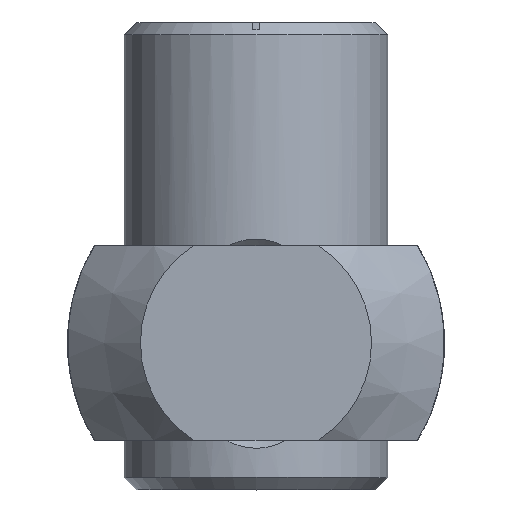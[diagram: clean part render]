
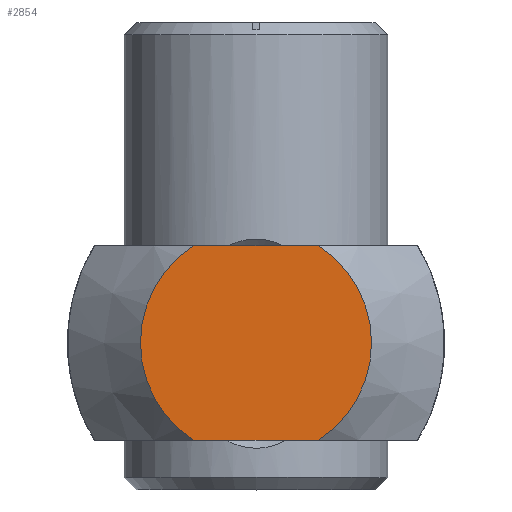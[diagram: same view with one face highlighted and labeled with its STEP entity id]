
A CAD part, top view. The second image highlights one B-rep face of the part: STEP entity #2854.
In plain terms, the highlighted face is planar.
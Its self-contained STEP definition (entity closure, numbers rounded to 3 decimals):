
#111=PLANE('',#3206);
#294=FACE_OUTER_BOUND('',#469,.T.);
#469=EDGE_LOOP('',(#2356,#2357,#2358,#2359));
#618=CIRCLE('',#3205,4.75);
#619=CIRCLE('',#3207,4.75);
#873=LINE('',#16491,#1011);
#874=LINE('',#16494,#1012);
#1011=VECTOR('',#3744,1000.);
#1012=VECTOR('',#3747,1000.);
#1321=VERTEX_POINT('',#16480);
#1322=VERTEX_POINT('',#16484);
#1323=VERTEX_POINT('',#16490);
#1324=VERTEX_POINT('',#16492);
#1700=EDGE_CURVE('',#1322,#1321,#618,.T.);
#1702=EDGE_CURVE('',#1323,#1321,#873,.T.);
#1703=EDGE_CURVE('',#1323,#1324,#619,.T.);
#1704=EDGE_CURVE('',#1322,#1324,#874,.T.);
#2356=ORIENTED_EDGE('',*,*,#1702,.F.);
#2357=ORIENTED_EDGE('',*,*,#1703,.T.);
#2358=ORIENTED_EDGE('',*,*,#1704,.F.);
#2359=ORIENTED_EDGE('',*,*,#1700,.T.);
#2854=ADVANCED_FACE('',(#294),#111,.T.);
#3205=AXIS2_PLACEMENT_3D('',#16485,#3740,#3741);
#3206=AXIS2_PLACEMENT_3D('',#16489,#3742,#3743);
#3207=AXIS2_PLACEMENT_3D('',#16493,#3745,#3746);
#3740=DIRECTION('center_axis',(-1.,0.,0.));
#3741=DIRECTION('ref_axis',(0.,-1.,0.));
#3742=DIRECTION('center_axis',(-1.,0.,0.));
#3743=DIRECTION('ref_axis',(0.,-1.,0.));
#3744=DIRECTION('',(0.,0.,1.));
#3745=DIRECTION('center_axis',(-1.,0.,0.));
#3746=DIRECTION('ref_axis',(0.,-1.,0.));
#3747=DIRECTION('',(0.,0.,-1.));
#16480=CARTESIAN_POINT('',(0.,4.,2.562));
#16484=CARTESIAN_POINT('',(0.,-4.,2.562));
#16485=CARTESIAN_POINT('Origin',(0.,0.,
0.));
#16489=CARTESIAN_POINT('Origin',(0.,0.,
0.));
#16490=CARTESIAN_POINT('',(0.,4.,-2.562));
#16491=CARTESIAN_POINT('',(0.,4.,0.));
#16492=CARTESIAN_POINT('',(0.,-4.,-2.562));
#16493=CARTESIAN_POINT('Origin',(0.,0.,
0.));
#16494=CARTESIAN_POINT('',(0.,-4.,0.));
